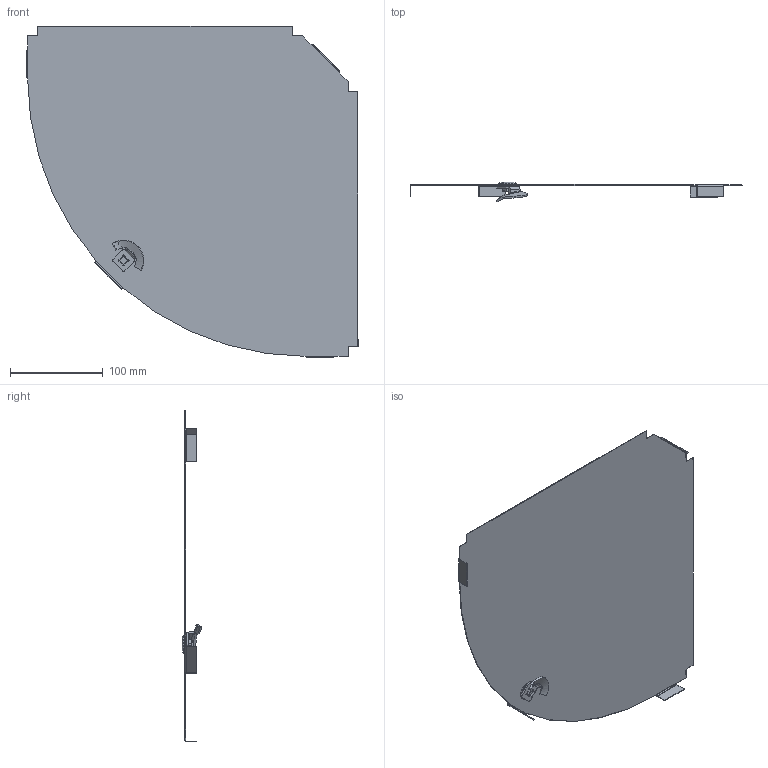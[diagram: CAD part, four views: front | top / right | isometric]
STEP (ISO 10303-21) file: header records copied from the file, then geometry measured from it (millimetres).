
FILE_DESCRIPTION (( 'STEP AP214' ), '1' );
FILE_NAME ('6036906.STEP', '2024-05-27T07:53:31', ( '' ), ( '' ), 'SwSTEP 2.0', 'SolidWorks 2022', '' );
FILE_SCHEMA (( 'AUTOMOTIVE_DESIGN' ));
Length unit declared in the file: millimetre
Products named in the file (4): 6036906; 183291_NB 300; 109905_quadratisch; 099600_Standard
Assembly tree (3 placements, depth 2):
  6036906
    183291_NB 300
    109905_quadratisch
    099600_Standard
Bounding box: 357.75 x 21.36 x 357.75 mm (x, y, z)
Volume: 82444.3 mm3; surface area: 216867.9 mm2
Topology: 3 solids, 3 shells, 185 faces, 471 edges, 295 vertices
Faces by surface type: plane 101, bspline 34, cylinder 33, cone 13, torus 4
Entity records: 7642 total; most frequent: CARTESIAN_POINT 3172, ORIENTED_EDGE 938, DIRECTION 766, EDGE_CURVE 469, VERTEX_POINT 295, LINE 258, VECTOR 258, AXIS2_PLACEMENT_3D 254
